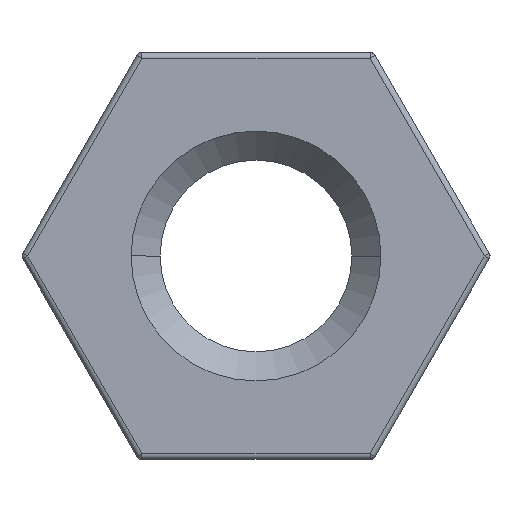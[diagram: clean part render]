
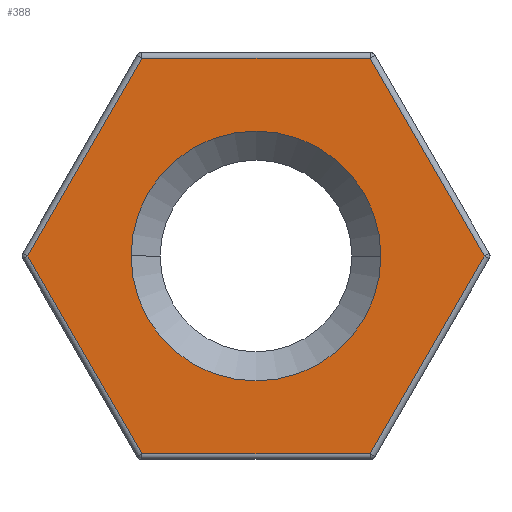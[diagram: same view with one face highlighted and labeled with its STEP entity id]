
A CAD part, left-side view. The second image highlights one B-rep face of the part: STEP entity #388.
In plain terms, the highlighted planar face has unit normal (-1, 0, 0).
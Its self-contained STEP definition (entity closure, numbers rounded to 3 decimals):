
#21 = DIRECTION ( 'NONE',  ( 1., 0., 0. ) ) ;
#57 = EDGE_CURVE ( 'NONE', #399, #419, #884, .T. ) ;
#81 = VERTEX_POINT ( 'NONE', #700 ) ;
#88 = LINE ( 'NONE', #501, #990 ) ;
#99 = ORIENTED_EDGE ( 'NONE', *, *, #232, .T. ) ;
#126 = EDGE_CURVE ( 'NONE', #426, #696, #1119, .T. ) ;
#137 = CARTESIAN_POINT ( 'NONE',  ( 0., -2.15, 0. ) ) ;
#164 = ORIENTED_EDGE ( 'NONE', *, *, #278, .T. ) ;
#199 = EDGE_CURVE ( 'NONE', #419, #399, #1003, .T. ) ;
#215 = EDGE_CURVE ( 'NONE', #520, #359, #1078, .T. ) ;
#226 = DIRECTION ( 'NONE',  ( 0., 1., 0. ) ) ;
#232 = EDGE_CURVE ( 'NONE', #81, #426, #245, .T. ) ;
#245 = LINE ( 'NONE', #1269, #1042 ) ;
#257 = CARTESIAN_POINT ( 'NONE',  ( 0., 0., 3.4 ) ) ;
#263 = CARTESIAN_POINT ( 'NONE',  ( 0., 0., 0. ) ) ;
#275 = DIRECTION ( 'NONE',  ( 0., 0.5, -0.866 ) ) ;
#278 = EDGE_CURVE ( 'NONE', #707, #520, #88, .T. ) ;
#295 = EDGE_CURVE ( 'NONE', #696, #707, #530, .T. ) ;
#306 = EDGE_CURVE ( 'NONE', #359, #81, #783, .T. ) ;
#359 = VERTEX_POINT ( 'NONE', #375 ) ;
#375 = CARTESIAN_POINT ( 'NONE',  ( 0., 1.963, -3.4 ) ) ;
#387 = ORIENTED_EDGE ( 'NONE', *, *, #199, .T. ) ;
#388 = ADVANCED_FACE ( 'NONE', ( #896, #1052 ), #1141, .F. ) ;
#392 = DIRECTION ( 'NONE',  ( 0., 0.5, 0.866 ) ) ;
#399 = VERTEX_POINT ( 'NONE', #137 ) ;
#414 = CARTESIAN_POINT ( 'NONE',  ( 0., -2.944, 1.7 ) ) ;
#419 = VERTEX_POINT ( 'NONE', #1201 ) ;
#426 = VERTEX_POINT ( 'NONE', #922 ) ;
#431 = CARTESIAN_POINT ( 'NONE',  ( 0., 0., 0. ) ) ;
#436 = ORIENTED_EDGE ( 'NONE', *, *, #215, .T. ) ;
#460 = EDGE_LOOP ( 'NONE', ( #475, #680, #164, #436, #637, #99 ) ) ;
#471 = VECTOR ( 'NONE', #226, 1000. ) ;
#475 = ORIENTED_EDGE ( 'NONE', *, *, #126, .T. ) ;
#489 = EDGE_LOOP ( 'NONE', ( #387, #576 ) ) ;
#501 = CARTESIAN_POINT ( 'NONE',  ( 0., 2.944, 1.7 ) ) ;
#520 = VERTEX_POINT ( 'NONE', #863 ) ;
#530 = LINE ( 'NONE', #257, #471 ) ;
#576 = ORIENTED_EDGE ( 'NONE', *, *, #57, .T. ) ;
#613 = DIRECTION ( 'NONE',  ( 0., -0.5, -0.866 ) ) ;
#618 = DIRECTION ( 'NONE',  ( 0., 1., 0. ) ) ;
#632 = DIRECTION ( 'NONE',  ( 1., 0., 0. ) ) ;
#637 = ORIENTED_EDGE ( 'NONE', *, *, #306, .T. ) ;
#680 = ORIENTED_EDGE ( 'NONE', *, *, #295, .T. ) ;
#696 = VERTEX_POINT ( 'NONE', #933 ) ;
#700 = CARTESIAN_POINT ( 'NONE',  ( 0., -1.963, -3.4 ) ) ;
#707 = VERTEX_POINT ( 'NONE', #870 ) ;
#783 = LINE ( 'NONE', #1194, #1084 ) ;
#840 = DIRECTION ( 'NONE',  ( 0., -0.5, 0.866 ) ) ;
#853 = CARTESIAN_POINT ( 'NONE',  ( 0., 0., 0. ) ) ;
#858 = DIRECTION ( 'NONE',  ( 0., 1., 0. ) ) ;
#863 = CARTESIAN_POINT ( 'NONE',  ( 0., 3.926, 0. ) ) ;
#869 = DIRECTION ( 'NONE',  ( 0., -1., 0. ) ) ;
#870 = CARTESIAN_POINT ( 'NONE',  ( 0., 1.963, 3.4 ) ) ;
#884 = CIRCLE ( 'NONE', #1235, 2.15 ) ;
#896 = FACE_OUTER_BOUND ( 'NONE', #460, .T. ) ;
#901 = DIRECTION ( 'NONE',  ( 0., 1., 0. ) ) ;
#922 = CARTESIAN_POINT ( 'NONE',  ( 0., -3.926, 0. ) ) ;
#925 = VECTOR ( 'NONE', #613, 1000. ) ;
#933 = CARTESIAN_POINT ( 'NONE',  ( 0., -1.963, 3.4 ) ) ;
#973 = VECTOR ( 'NONE', #392, 1000. ) ;
#990 = VECTOR ( 'NONE', #275, 1000. ) ;
#1003 = CIRCLE ( 'NONE', #1225, 2.15 ) ;
#1042 = VECTOR ( 'NONE', #840, 1000. ) ;
#1052 = FACE_BOUND ( 'NONE', #489, .T. ) ;
#1078 = LINE ( 'NONE', #1219, #925 ) ;
#1084 = VECTOR ( 'NONE', #869, 1000. ) ;
#1088 = AXIS2_PLACEMENT_3D ( 'NONE', #853, #1199, #858 ) ;
#1119 = LINE ( 'NONE', #414, #973 ) ;
#1141 = PLANE ( 'NONE',  #1088 ) ;
#1194 = CARTESIAN_POINT ( 'NONE',  ( 0., 0., -3.4 ) ) ;
#1199 = DIRECTION ( 'NONE',  ( 1., 0., 0. ) ) ;
#1201 = CARTESIAN_POINT ( 'NONE',  ( 0., 2.15, 0. ) ) ;
#1219 = CARTESIAN_POINT ( 'NONE',  ( 0., 2.944, -1.7 ) ) ;
#1225 = AXIS2_PLACEMENT_3D ( 'NONE', #431, #21, #901 ) ;
#1235 = AXIS2_PLACEMENT_3D ( 'NONE', #263, #632, #618 ) ;
#1269 = CARTESIAN_POINT ( 'NONE',  ( 0., -2.944, -1.7 ) ) ;
